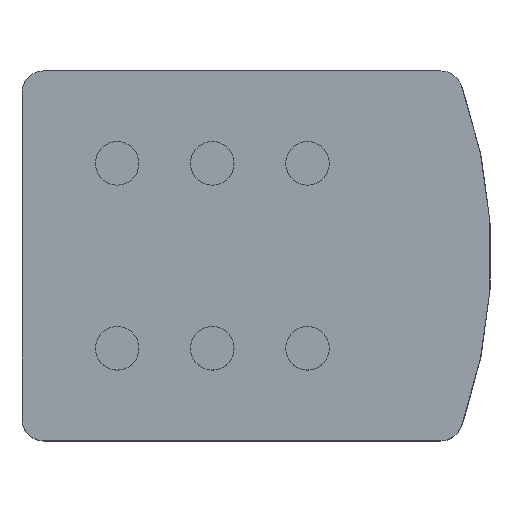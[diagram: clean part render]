
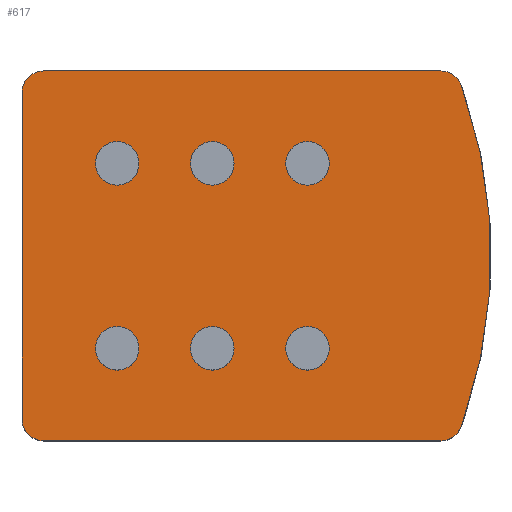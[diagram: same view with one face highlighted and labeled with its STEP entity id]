
A CAD part, top view. The second image highlights one B-rep face of the part: STEP entity #617.
In plain terms, the highlighted planar face has unit normal (0, 0, 1).
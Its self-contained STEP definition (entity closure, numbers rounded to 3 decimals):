
#286=EDGE_CURVE('240[2]',#851,#851,#852,.T.);
#313=EDGE_CURVE('240[2]',#897,#898,#899,.T.);
#352=EDGE_CURVE('240[2]',#959,#959,#960,.T.);
#441=EDGE_CURVE('240[2]',#1093,#962,#1094,.T.);
#450=EDGE_CURVE('240[2]',#873,#962,#1107,.T.);
#456=EDGE_CURVE('240[2]',#1113,#1113,#1114,.T.);
#458=EDGE_CURVE('240[2]',#873,#1116,#1117,.T.);
#471=EDGE_CURVE('240[2]',#941,#1135,#1136,.T.);
#572=EDGE_CURVE('240[2]',#941,#1116,#1265,.T.);
#585=EDGE_CURVE('240[2]',#1279,#1279,#1280,.T.);
#617=ADVANCED_FACE('240[2]',(#1320,#1321,#1322,#1323,#1324,#1325,#1326),#1327,.T.);
#619=EDGE_CURVE('240[2]',#1093,#898,#1329,.T.);
#669=EDGE_CURVE('240[2]',#1387,#1387,#1388,.T.);
#681=EDGE_CURVE('240[2]',#897,#1135,#1401,.T.);
#727=EDGE_CURVE('240[2]',#1459,#1459,#1460,.T.);
#851=VERTEX_POINT('',#1601);
#852=CIRCLE('',#1602,4.0);
#873=VERTEX_POINT('',#1632);
#897=VERTEX_POINT('',#1665);
#898=VERTEX_POINT('',#1666);
#899=CIRCLE('',#1667,4.0);
#941=VERTEX_POINT('',#1725);
#959=VERTEX_POINT('',#1751);
#960=CIRCLE('',#1752,4.0);
#962=VERTEX_POINT('',#1755);
#1093=VERTEX_POINT('',#1943);
#1094=CIRCLE('',#1944,4.0);
#1107=CIRCLE('',#1963,92.5);
#1113=VERTEX_POINT('',#1973);
#1114=CIRCLE('',#1974,4.0);
#1116=VERTEX_POINT('',#1977);
#1117=CIRCLE('',#1978,4.0);
#1135=VERTEX_POINT('',#2005);
#1136=CIRCLE('',#2006,4.0);
#1265=LINE('',#2207,#2208);
#1279=VERTEX_POINT('',#2229);
#1280=CIRCLE('',#2230,4.0);
#1320=FACE_OUTER_BOUND('',#2288,.T.);
#1321=FACE_BOUND('',#2289,.T.);
#1322=FACE_BOUND('',#2290,.T.);
#1323=FACE_BOUND('',#2291,.T.);
#1324=FACE_BOUND('',#2292,.T.);
#1325=FACE_BOUND('',#2293,.T.);
#1326=FACE_BOUND('',#2294,.T.);
#1327=PLANE('',#2295);
#1329=LINE('',#2298,#2299);
#1387=VERTEX_POINT('',#2387);
#1388=CIRCLE('',#2388,4.0);
#1401=LINE('',#2409,#2410);
#1459=VERTEX_POINT('',#2491);
#1460=CIRCLE('',#2492,4.0);
#1601=CARTESIAN_POINT('',(48.5,17.0,0.0));
#1602=AXIS2_PLACEMENT_3D('',#2662,#2663,#2664);
#1632=CARTESIAN_POINT('',(80.773,-31.356,0.0));
#1665=CARTESIAN_POINT('',(0.,30.0,0.0));
#1666=CARTESIAN_POINT('',(4.,34.0,0.0));
#1667=AXIS2_PLACEMENT_3D('',#2696,#2697,#2698);
#1725=CARTESIAN_POINT('',(4.0,-34.0,0.0));
#1751=CARTESIAN_POINT('',(48.5,-17.0,0.0));
#1752=AXIS2_PLACEMENT_3D('',#2766,#2767,#2768);
#1755=CARTESIAN_POINT('',(80.773,31.356,0.0));
#1943=CARTESIAN_POINT('',(77.01,34.0,0.0));
#1944=AXIS2_PLACEMENT_3D('',#2927,#2928,#2929);
#1963=AXIS2_PLACEMENT_3D('',#2940,#2941,#2942);
#1973=CARTESIAN_POINT('',(13.5,17.0,0.0));
#1974=AXIS2_PLACEMENT_3D('',#2947,#2948,#2949);
#1977=CARTESIAN_POINT('',(77.01,-34.0,0.0));
#1978=AXIS2_PLACEMENT_3D('',#2950,#2951,#2952);
#2005=CARTESIAN_POINT('',(0.,-30.0,0.0));
#2006=AXIS2_PLACEMENT_3D('',#2967,#2968,#2969);
#2207=CARTESIAN_POINT('',(0.,-34.0,0.0));
#2208=VECTOR('',#3093,10.0);
#2229=CARTESIAN_POINT('',(13.5,-17.0,0.0));
#2230=AXIS2_PLACEMENT_3D('',#3103,#3104,#3105);
#2288=EDGE_LOOP('',(#3155,#3156,#3157,#3158,#3159,#3160,#3161,#3162));
#2289=EDGE_LOOP('',(#3163));
#2290=EDGE_LOOP('',(#3164));
#2291=EDGE_LOOP('',(#3165));
#2292=EDGE_LOOP('',(#3166));
#2293=EDGE_LOOP('',(#3167));
#2294=EDGE_LOOP('',(#3168));
#2295=AXIS2_PLACEMENT_3D('',#3169,#3170,#3171);
#2298=CARTESIAN_POINT('',(79.775,34.0,0.0));
#2299=VECTOR('',#3172,10.0);
#2387=CARTESIAN_POINT('',(31.0,-17.0,0.0));
#2388=AXIS2_PLACEMENT_3D('',#3265,#3266,#3267);
#2409=CARTESIAN_POINT('',(0.0,0.0,0.0));
#2410=VECTOR('',#3279,10.0);
#2491=CARTESIAN_POINT('',(31.0,17.0,0.0));
#2492=AXIS2_PLACEMENT_3D('',#3375,#3376,#3377);
#2662=CARTESIAN_POINT('',(52.5,17.0,0.0));
#2663=DIRECTION('',(0.0,-0.0,-1.0));
#2664=DIRECTION('',(1.0,0.,0.0));
#2696=CARTESIAN_POINT('',(4.0,30.0,0.0));
#2697=DIRECTION('',(0.0,0.0,-1.0));
#2698=DIRECTION('',(-0.707,0.707,0.0));
#2766=CARTESIAN_POINT('',(52.5,-17.0,0.0));
#2767=DIRECTION('',(0.0,-0.0,-1.0));
#2768=DIRECTION('',(1.0,0.,0.0));
#2927=CARTESIAN_POINT('',(77.01,30.0,0.0));
#2928=DIRECTION('',(0.0,0.0,-1.0));
#2929=DIRECTION('',(0.575,0.818,0.0));
#2940=CARTESIAN_POINT('',(-6.25,0.,0.0));
#2941=DIRECTION('',(0.0,0.0,1.0));
#2942=DIRECTION('',(0.93,-0.368,0.0));
#2947=CARTESIAN_POINT('',(17.5,17.0,0.0));
#2948=DIRECTION('',(0.0,-0.0,-1.0));
#2949=DIRECTION('',(1.0,0.,0.0));
#2950=CARTESIAN_POINT('',(77.01,-30.0,0.0));
#2951=DIRECTION('',(0.0,-0.0,-1.0));
#2952=DIRECTION('',(0.575,-0.818,0.0));
#2967=CARTESIAN_POINT('',(4.0,-30.0,0.0));
#2968=DIRECTION('',(-0.0,0.0,-1.0));
#2969=DIRECTION('',(-0.707,-0.707,0.0));
#3093=DIRECTION('',(1.0,0.,-0.0));
#3103=CARTESIAN_POINT('',(17.5,-17.0,0.0));
#3104=DIRECTION('',(0.0,-0.0,-1.0));
#3105=DIRECTION('',(1.0,0.,0.0));
#3155=ORIENTED_EDGE('',*,*,#458,.F.);
#3156=ORIENTED_EDGE('',*,*,#450,.T.);
#3157=ORIENTED_EDGE('',*,*,#441,.F.);
#3158=ORIENTED_EDGE('',*,*,#619,.T.);
#3159=ORIENTED_EDGE('',*,*,#313,.F.);
#3160=ORIENTED_EDGE('',*,*,#681,.T.);
#3161=ORIENTED_EDGE('',*,*,#471,.F.);
#3162=ORIENTED_EDGE('',*,*,#572,.T.);
#3163=ORIENTED_EDGE('',*,*,#727,.T.);
#3164=ORIENTED_EDGE('',*,*,#286,.T.);
#3165=ORIENTED_EDGE('',*,*,#456,.T.);
#3166=ORIENTED_EDGE('',*,*,#669,.T.);
#3167=ORIENTED_EDGE('',*,*,#352,.T.);
#3168=ORIENTED_EDGE('',*,*,#585,.T.);
#3169=CARTESIAN_POINT('',(41.015,0.,0.0));
#3170=DIRECTION('',(0.0,0.0,1.0));
#3171=DIRECTION('',(-1.0,0.,0.0));
#3172=DIRECTION('',(-1.0,0.,0.0));
#3265=CARTESIAN_POINT('',(35.0,-17.0,0.0));
#3266=DIRECTION('',(0.0,-0.0,-1.0));
#3267=DIRECTION('',(1.0,0.,0.0));
#3279=DIRECTION('',(0.,-1.0,0.0));
#3375=CARTESIAN_POINT('',(35.0,17.0,0.0));
#3376=DIRECTION('',(0.0,-0.0,-1.0));
#3377=DIRECTION('',(1.0,0.,0.0));
